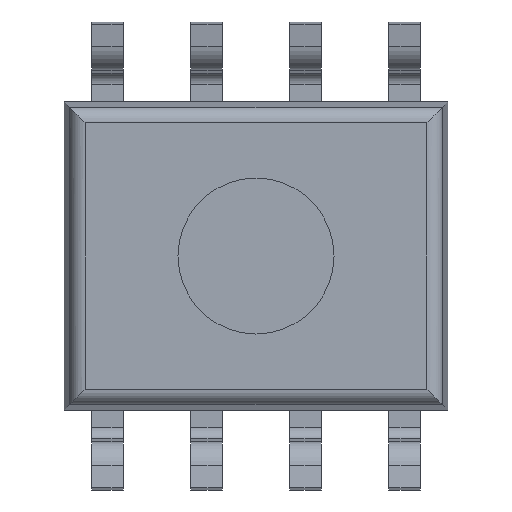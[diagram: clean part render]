
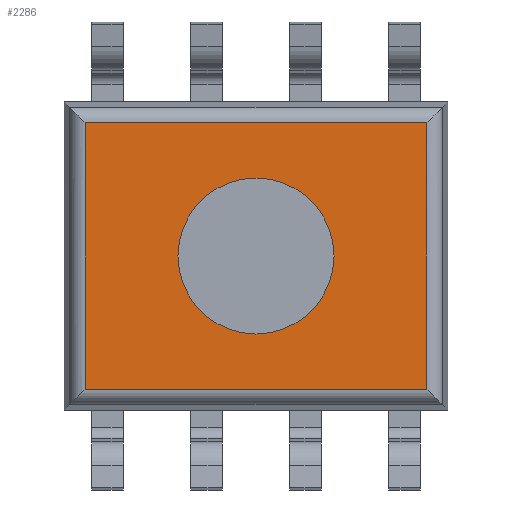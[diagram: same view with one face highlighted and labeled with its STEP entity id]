
A CAD part, front view. The second image highlights one B-rep face of the part: STEP entity #2286.
In plain terms, the highlighted planar face has unit normal (0, -1, 0).
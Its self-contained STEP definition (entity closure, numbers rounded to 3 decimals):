
#51 = FACE_OUTER_BOUND ( 'NONE', #4886, .T. ) ;
#86 = EDGE_CURVE ( 'NONE', #3062, #2717, #1230, .T. ) ;
#104 = ORIENTED_EDGE ( 'NONE', *, *, #4075, .T. ) ;
#218 = DIRECTION ( 'NONE',  ( 1., 0., 0. ) ) ;
#263 = DIRECTION ( 'NONE',  ( -1., 0., 0. ) ) ;
#586 = LINE ( 'NONE', #4197, #2796 ) ;
#887 = DIRECTION ( 'NONE',  ( 0., 0., -1. ) ) ;
#899 = CARTESIAN_POINT ( 'NONE',  ( 0., -0.775, 0. ) ) ;
#929 = CARTESIAN_POINT ( 'NONE',  ( -2.191, -0.775, 1.706 ) ) ;
#1153 = ORIENTED_EDGE ( 'NONE', *, *, #3677, .T. ) ;
#1230 = CIRCLE ( 'NONE', #3447, 1. ) ;
#1330 = DIRECTION ( 'NONE',  ( 0., 0., -1. ) ) ;
#1463 = VERTEX_POINT ( 'NONE', #3773 ) ;
#1521 = ORIENTED_EDGE ( 'NONE', *, *, #86, .F. ) ;
#1755 = DIRECTION ( 'NONE',  ( 0., -1., 0. ) ) ;
#1887 = VERTEX_POINT ( 'NONE', #2692 ) ;
#2264 = VERTEX_POINT ( 'NONE', #5124 ) ;
#2286 = ADVANCED_FACE ( 'NONE', ( #3473, #51 ), #5104, .T. ) ;
#2458 = CARTESIAN_POINT ( 'NONE',  ( 2.365, -0.775, -1.706 ) ) ;
#2495 = DIRECTION ( 'NONE',  ( 0., -1., 0. ) ) ;
#2692 = CARTESIAN_POINT ( 'NONE',  ( 2.191, -0.775, 1.706 ) ) ;
#2706 = VECTOR ( 'NONE', #5388, 1000. ) ;
#2717 = VERTEX_POINT ( 'NONE', #4223 ) ;
#2755 = VERTEX_POINT ( 'NONE', #929 ) ;
#2793 = AXIS2_PLACEMENT_3D ( 'NONE', #4683, #2495, #2948 ) ;
#2796 = VECTOR ( 'NONE', #3337, 1000. ) ;
#2948 = DIRECTION ( 'NONE',  ( 0., 0., -1. ) ) ;
#3062 = VERTEX_POINT ( 'NONE', #5286 ) ;
#3124 = CARTESIAN_POINT ( 'NONE',  ( -2.191, -0.775, -1.88 ) ) ;
#3161 = VECTOR ( 'NONE', #218, 1000. ) ;
#3253 = EDGE_CURVE ( 'NONE', #2717, #3062, #3391, .T. ) ;
#3337 = DIRECTION ( 'NONE',  ( 0., 0., 1. ) ) ;
#3391 = CIRCLE ( 'NONE', #3721, 1. ) ;
#3447 = AXIS2_PLACEMENT_3D ( 'NONE', #5287, #1755, #887 ) ;
#3473 = FACE_BOUND ( 'NONE', #5221, .T. ) ;
#3583 = EDGE_CURVE ( 'NONE', #1463, #1887, #586, .T. ) ;
#3677 = EDGE_CURVE ( 'NONE', #1887, #2755, #5675, .T. ) ;
#3721 = AXIS2_PLACEMENT_3D ( 'NONE', #899, #3981, #1330 ) ;
#3773 = CARTESIAN_POINT ( 'NONE',  ( 2.191, -0.775, -1.706 ) ) ;
#3981 = DIRECTION ( 'NONE',  ( 0., -1., 0. ) ) ;
#4075 = EDGE_CURVE ( 'NONE', #2755, #2264, #5315, .T. ) ;
#4141 = ORIENTED_EDGE ( 'NONE', *, *, #3583, .T. ) ;
#4197 = CARTESIAN_POINT ( 'NONE',  ( 2.191, -0.775, 1.88 ) ) ;
#4223 = CARTESIAN_POINT ( 'NONE',  ( 0., -0.775, -1. ) ) ;
#4683 = CARTESIAN_POINT ( 'NONE',  ( 0., -0.775, 0. ) ) ;
#4886 = EDGE_LOOP ( 'NONE', ( #5471, #4141, #1153, #104 ) ) ;
#4984 = ORIENTED_EDGE ( 'NONE', *, *, #3253, .F. ) ;
#5104 = PLANE ( 'NONE',  #2793 ) ;
#5124 = CARTESIAN_POINT ( 'NONE',  ( -2.191, -0.775, -1.706 ) ) ;
#5221 = EDGE_LOOP ( 'NONE', ( #4984, #1521 ) ) ;
#5286 = CARTESIAN_POINT ( 'NONE',  ( 0., -0.775, 1. ) ) ;
#5287 = CARTESIAN_POINT ( 'NONE',  ( 0., -0.775, 0. ) ) ;
#5315 = LINE ( 'NONE', #3124, #2706 ) ;
#5388 = DIRECTION ( 'NONE',  ( 0., 0., -1. ) ) ;
#5400 = VECTOR ( 'NONE', #263, 1000. ) ;
#5471 = ORIENTED_EDGE ( 'NONE', *, *, #5617, .T. ) ;
#5491 = LINE ( 'NONE', #2458, #3161 ) ;
#5535 = CARTESIAN_POINT ( 'NONE',  ( -2.365, -0.775, 1.706 ) ) ;
#5617 = EDGE_CURVE ( 'NONE', #2264, #1463, #5491, .T. ) ;
#5675 = LINE ( 'NONE', #5535, #5400 ) ;
